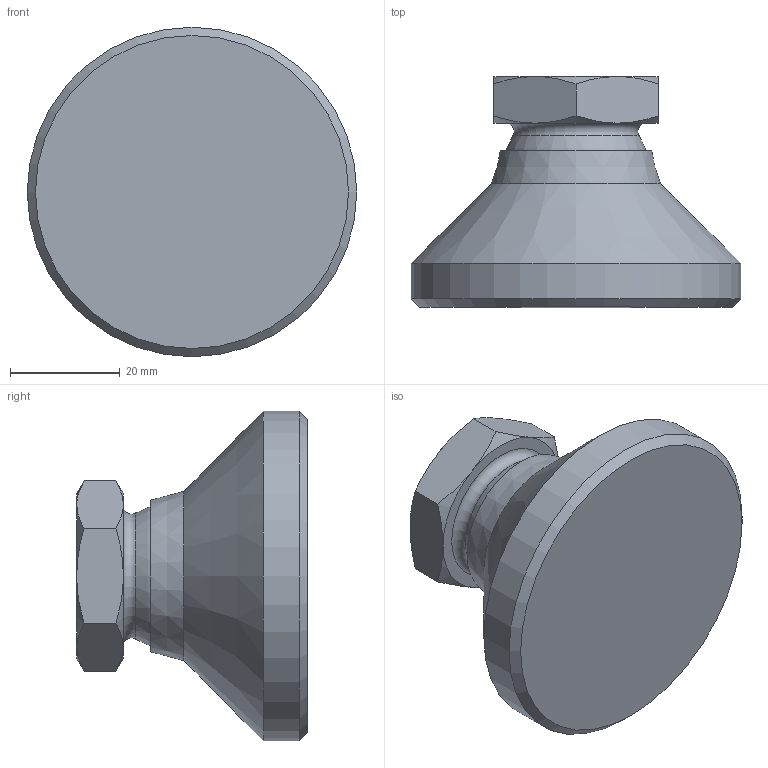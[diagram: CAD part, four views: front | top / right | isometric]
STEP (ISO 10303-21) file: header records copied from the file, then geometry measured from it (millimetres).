
FILE_DESCRIPTION( ( 'STEP AP214' ), '1' );
FILE_NAME( 'K0395.220_0.stp', '2020-12-07T10:25:43', ( '' ), ( '' ), ' ', 'PARTsolutions', ' ' );
FILE_SCHEMA( ( 'AUTOMOTIVE_DESIGN { 1 0 10303 214 1 1 1 1 }' ) );
Length unit declared in the file: millimetre
Products named in the file (1): _K0395.220_0
Bounding box: 60 x 42 x 60 mm (x, y, z)
Volume: 52424.4 mm3; surface area: 13850.2 mm2
Topology: 1 solids, 3 shells, 38 faces, 79 edges, 46 vertices
Faces by surface type: cone 20, plane 11, cylinder 4, sphere 2, torus 1
Full cylindrical faces by diameter (mm): 17.294 x1, 26.5 x1, 27 x1, 60 x1
Entity records: 1296 total; most frequent: CARTESIAN_POINT 285, DIRECTION 142, ORIENTED_EDGE 118, AXIS2_PLACEMENT_3D 68, EDGE_CURVE 59, EDGE_LOOP 54, FACE_OUTER_BOUND 45, VERTEX_POINT 43
